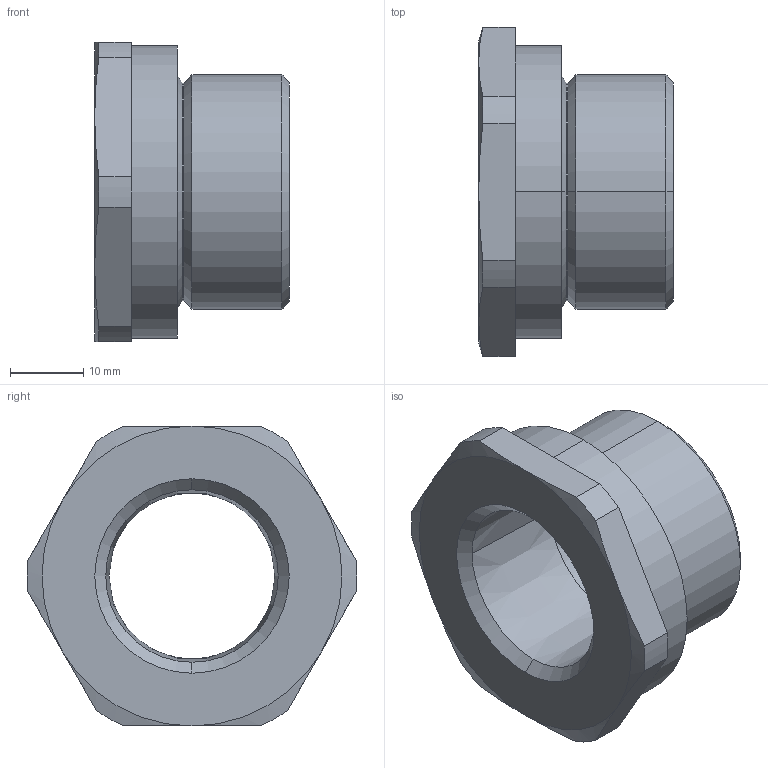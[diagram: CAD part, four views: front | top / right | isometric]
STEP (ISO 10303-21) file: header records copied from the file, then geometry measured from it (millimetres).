
FILE_DESCRIPTION (( 'STEP AP203' ), '1' );
FILE_NAME ('737DRM4T2.STEP', '2018-05-17T14:47:29', ( '' ), ( '' ), 'SwSTEP 2.0', 'SolidWorks 2017', '' );
FILE_SCHEMA (( 'CONFIG_CONTROL_DESIGN' ));
Length unit declared in the file: millimetre
Products named in the file (1): 737DRM4T2
Bounding box: 26.6 x 45.08 x 41 mm (x, y, z)
Volume: 15881.4 mm3; surface area: 7141.8 mm2
Topology: 1 solids, 1 shells, 54 faces, 122 edges, 74 vertices
Faces by surface type: cylinder 18, cone 18, plane 12, torus 6
Entity records: 1635 total; most frequent: CARTESIAN_POINT 311, DIRECTION 288, ORIENTED_EDGE 244, AXIS2_PLACEMENT_3D 123, EDGE_CURVE 122, VERTEX_POINT 74, CIRCLE 68, EDGE_LOOP 60
